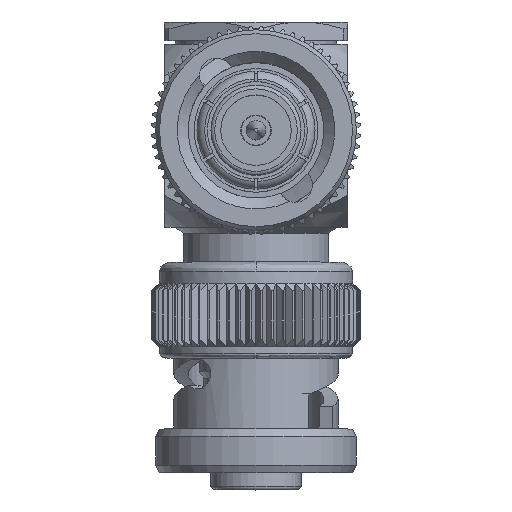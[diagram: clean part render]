
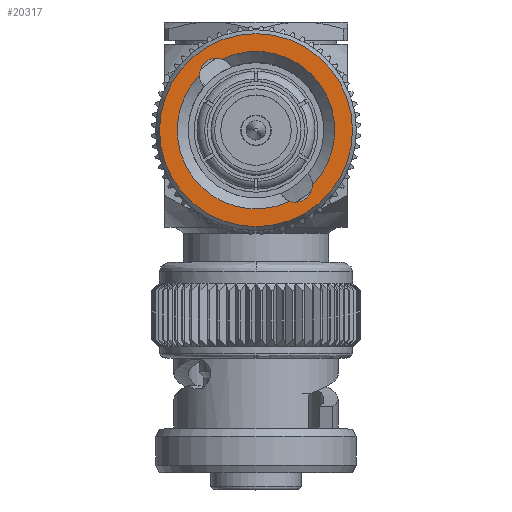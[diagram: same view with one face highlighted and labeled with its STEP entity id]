
A CAD part, top view. The second image highlights one B-rep face of the part: STEP entity #20317.
In plain terms, the highlighted face is planar.
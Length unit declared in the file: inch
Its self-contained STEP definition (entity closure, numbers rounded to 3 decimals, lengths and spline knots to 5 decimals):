
#1256 = CARTESIAN_POINT ( 'NONE',  ( 0.047, 0., 0. ) ) ;
#1465 = CIRCLE ( 'NONE', #8127, 0.21494 ) ;
#1625 = VERTEX_POINT ( 'NONE', #20093 ) ;
#2106 = DIRECTION ( 'NONE',  ( 1., 0., 0. ) ) ;
#2492 = DIRECTION ( 'NONE',  ( 0., 0., -1. ) ) ;
#3212 = DIRECTION ( 'NONE',  ( 1., 0., 0. ) ) ;
#3269 = CARTESIAN_POINT ( 'NONE',  ( 0.047, 0.19403, -0.09247 ) ) ;
#4822 = EDGE_CURVE ( 'NONE', #28747, #10013, #16054, .T. ) ;
#5116 = VERTEX_POINT ( 'NONE', #24665 ) ;
#5896 = EDGE_CURVE ( 'NONE', #23341, #5116, #9213, .T. ) ;
#6171 = EDGE_LOOP ( 'NONE', ( #23834 ) ) ;
#6419 = CARTESIAN_POINT ( 'NONE',  ( 0.047, 0.15021, -0.10789 ) ) ;
#8127 = AXIS2_PLACEMENT_3D ( 'NONE', #10933, #22533, #24459 ) ;
#8672 = DIRECTION ( 'NONE',  ( 1., 0., 0. ) ) ;
#8675 = CIRCLE ( 'NONE', #16263, 0.21494 ) ;
#8973 = CARTESIAN_POINT ( 'NONE',  ( 0.047, 0., 0. ) ) ;
#9213 = CIRCLE ( 'NONE', #12521, 0.04645 ) ;
#9284 = EDGE_CURVE ( 'NONE', #10013, #23341, #1465, .T. ) ;
#9485 = FACE_OUTER_BOUND ( 'NONE', #6171, .T. ) ;
#9924 = DIRECTION ( 'NONE',  ( 0., 0., 1. ) ) ;
#10013 = VERTEX_POINT ( 'NONE', #3269 ) ;
#10513 = CARTESIAN_POINT ( 'NONE',  ( 0.047, 0.14961, -0.15433 ) ) ;
#10933 = CARTESIAN_POINT ( 'NONE',  ( 0.047, 0., 0. ) ) ;
#11730 = EDGE_CURVE ( 'NONE', #5116, #28747, #8675, .T. ) ;
#12012 = AXIS2_PLACEMENT_3D ( 'NONE', #14090, #16323, #2492 ) ;
#12521 = AXIS2_PLACEMENT_3D ( 'NONE', #16262, #18511, #21025 ) ;
#13724 = ORIENTED_EDGE ( 'NONE', *, *, #11730, .T. ) ;
#14090 = CARTESIAN_POINT ( 'NONE',  ( 0.047, 0., -0.26339 ) ) ;
#14245 = PLANE ( 'NONE',  #12012 ) ;
#15659 = ORIENTED_EDGE ( 'NONE', *, *, #9284, .T. ) ;
#16054 = CIRCLE ( 'NONE', #27479, 0.04645 ) ;
#16262 = CARTESIAN_POINT ( 'NONE',  ( 0.047, -0.15021, 0.10789 ) ) ;
#16263 = AXIS2_PLACEMENT_3D ( 'NONE', #1256, #3212, #9924 ) ;
#16323 = DIRECTION ( 'NONE',  ( 1., 0., 0. ) ) ;
#18511 = DIRECTION ( 'NONE',  ( 1., 0., 0. ) ) ;
#18873 = CIRCLE ( 'NONE', #20320, 0.26339 ) ;
#20093 = CARTESIAN_POINT ( 'NONE',  ( 0.047, 0., -0.26339 ) ) ;
#20317 = ADVANCED_FACE ( 'NONE', ( #9485, #27638 ), #14245, .F. ) ;
#20320 = AXIS2_PLACEMENT_3D ( 'NONE', #8973, #8672, #25187 ) ;
#21025 = DIRECTION ( 'NONE',  ( 0., 0., -1. ) ) ;
#22533 = DIRECTION ( 'NONE',  ( 1., 0., 0. ) ) ;
#23341 = VERTEX_POINT ( 'NONE', #26453 ) ;
#23834 = ORIENTED_EDGE ( 'NONE', *, *, #25537, .F. ) ;
#24459 = DIRECTION ( 'NONE',  ( 0., 0., 1. ) ) ;
#24665 = CARTESIAN_POINT ( 'NONE',  ( 0.047, -0.19403, 0.09247 ) ) ;
#25187 = DIRECTION ( 'NONE',  ( 0., 0., -1. ) ) ;
#25210 = ORIENTED_EDGE ( 'NONE', *, *, #5896, .T. ) ;
#25537 = EDGE_CURVE ( 'NONE', #1625, #1625, #18873, .T. ) ;
#26453 = CARTESIAN_POINT ( 'NONE',  ( 0.047, -0.14961, 0.15433 ) ) ;
#27217 = ORIENTED_EDGE ( 'NONE', *, *, #4822, .T. ) ;
#27479 = AXIS2_PLACEMENT_3D ( 'NONE', #6419, #2106, #29060 ) ;
#27638 = FACE_BOUND ( 'NONE', #29107, .T. ) ;
#28747 = VERTEX_POINT ( 'NONE', #10513 ) ;
#29060 = DIRECTION ( 'NONE',  ( 0., 0., -1. ) ) ;
#29107 = EDGE_LOOP ( 'NONE', ( #15659, #25210, #13724, #27217 ) ) ;
